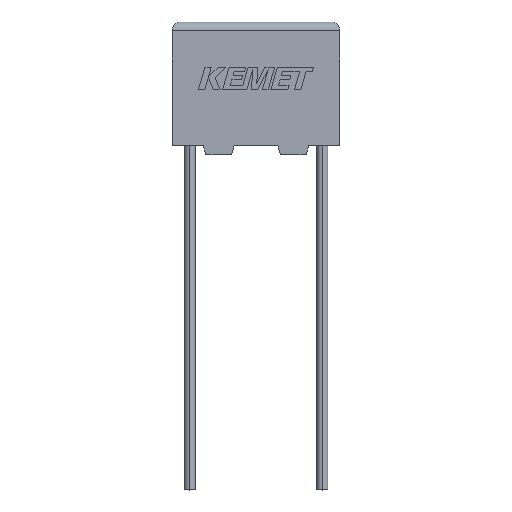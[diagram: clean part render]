
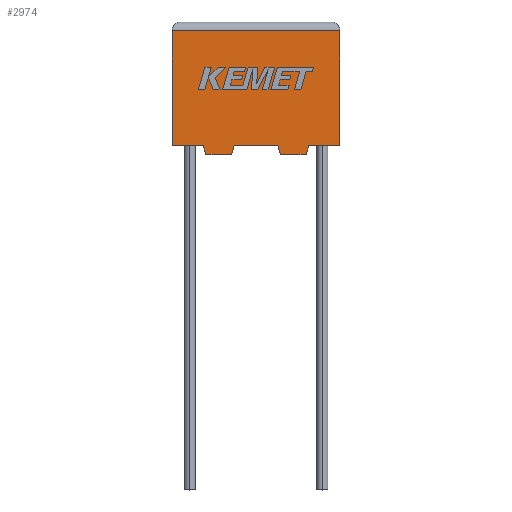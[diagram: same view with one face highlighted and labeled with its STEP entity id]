
A CAD part, top view. The second image highlights one B-rep face of the part: STEP entity #2974.
In plain terms, the highlighted planar face has unit normal (0, 0, 1).
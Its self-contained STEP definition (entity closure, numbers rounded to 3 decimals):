
#115 = VECTOR ( 'NONE', #1266, 1000. ) ;
#123 = LINE ( 'NONE', #1476, #703 ) ;
#166 = LINE ( 'NONE', #3141, #626 ) ;
#281 = EDGE_CURVE ( 'NONE', #1757, #2189, #718, .T. ) ;
#412 = CARTESIAN_POINT ( 'NONE',  ( 6.136, -0.5, 3.5 ) ) ;
#440 = ORIENTED_EDGE ( 'NONE', *, *, #1894, .T. ) ;
#463 = VECTOR ( 'NONE', #2378, 1000. ) ;
#474 = EDGE_CURVE ( 'NONE', #3221, #1064, #586, .T. ) ;
#539 = EDGE_CURVE ( 'NONE', #2337, #2060, #714, .T. ) ;
#548 = CARTESIAN_POINT ( 'NONE',  ( 0., 6.5, 3.5 ) ) ;
#564 = FACE_OUTER_BOUND ( 'NONE', #3053, .T. ) ;
#565 = DIRECTION ( 'NONE',  ( -1., 0., 0. ) ) ;
#586 = LINE ( 'NONE', #2530, #2487 ) ;
#626 = VECTOR ( 'NONE', #2862, 1000. ) ;
#651 = EDGE_CURVE ( 'NONE', #2060, #3240, #166, .T. ) ;
#675 = CARTESIAN_POINT ( 'NONE',  ( 3.514, 0., 3.5 ) ) ;
#703 = VECTOR ( 'NONE', #2529, 1000. ) ;
#714 = LINE ( 'NONE', #2262, #2645 ) ;
#718 = LINE ( 'NONE', #2134, #1704 ) ;
#755 = VECTOR ( 'NONE', #2920, 1000. ) ;
#762 = CARTESIAN_POINT ( 'NONE',  ( 9.5, 6.5, 3.5 ) ) ;
#805 = AXIS2_PLACEMENT_3D ( 'NONE', #2130, #2386, #1833 ) ;
#860 = PLANE ( 'NONE',  #805 ) ;
#894 = EDGE_CURVE ( 'NONE', #1315, #1505, #2406, .T. ) ;
#899 = ORIENTED_EDGE ( 'NONE', *, *, #1712, .T. ) ;
#906 = CARTESIAN_POINT ( 'NONE',  ( 1.76, 0., 3.5 ) ) ;
#1064 = VERTEX_POINT ( 'NONE', #762 ) ;
#1175 = CARTESIAN_POINT ( 'NONE',  ( 5.986, 0., 3.5 ) ) ;
#1185 = VERTEX_POINT ( 'NONE', #2101 ) ;
#1188 = LINE ( 'NONE', #1825, #2281 ) ;
#1189 = EDGE_CURVE ( 'NONE', #1185, #1757, #2753, .T. ) ;
#1207 = LINE ( 'NONE', #1865, #1288 ) ;
#1219 = ORIENTED_EDGE ( 'NONE', *, *, #1189, .F. ) ;
#1266 = DIRECTION ( 'NONE',  ( -0.287, -0.958, 0. ) ) ;
#1288 = VECTOR ( 'NONE', #1653, 1000. ) ;
#1315 = VERTEX_POINT ( 'NONE', #1520 ) ;
#1439 = CARTESIAN_POINT ( 'NONE',  ( 7.74, 0., 3.5 ) ) ;
#1476 = CARTESIAN_POINT ( 'NONE',  ( 0., 6.5, 3.5 ) ) ;
#1505 = VERTEX_POINT ( 'NONE', #675 ) ;
#1519 = EDGE_CURVE ( 'NONE', #1505, #2189, #1779, .T. ) ;
#1520 = CARTESIAN_POINT ( 'NONE',  ( 3.364, -0.5, 3.5 ) ) ;
#1521 = LINE ( 'NONE', #2760, #115 ) ;
#1536 = DIRECTION ( 'NONE',  ( 0., 1., 0. ) ) ;
#1653 = DIRECTION ( 'NONE',  ( 1., 0., 0. ) ) ;
#1704 = VECTOR ( 'NONE', #2868, 1000. ) ;
#1712 = EDGE_CURVE ( 'NONE', #3240, #2811, #1188, .T. ) ;
#1757 = VERTEX_POINT ( 'NONE', #412 ) ;
#1779 = LINE ( 'NONE', #3152, #755 ) ;
#1804 = ORIENTED_EDGE ( 'NONE', *, *, #2727, .F. ) ;
#1825 = CARTESIAN_POINT ( 'NONE',  ( 1.76, 0., 3.5 ) ) ;
#1833 = DIRECTION ( 'NONE',  ( -1., 0., 0. ) ) ;
#1859 = ORIENTED_EDGE ( 'NONE', *, *, #474, .T. ) ;
#1865 = CARTESIAN_POINT ( 'NONE',  ( 1.91, -0.5, 3.5 ) ) ;
#1894 = EDGE_CURVE ( 'NONE', #2520, #3221, #2818, .T. ) ;
#1909 = ORIENTED_EDGE ( 'NONE', *, *, #2831, .T. ) ;
#2009 = ORIENTED_EDGE ( 'NONE', *, *, #651, .T. ) ;
#2011 = VECTOR ( 'NONE', #565, 1000. ) ;
#2019 = DIRECTION ( 'NONE',  ( 0., -1., 0. ) ) ;
#2060 = VERTEX_POINT ( 'NONE', #3058 ) ;
#2101 = CARTESIAN_POINT ( 'NONE',  ( 7.59, -0.5, 3.5 ) ) ;
#2130 = CARTESIAN_POINT ( 'NONE',  ( 0., 0., 3.5 ) ) ;
#2134 = CARTESIAN_POINT ( 'NONE',  ( 6.136, -0.5, 3.5 ) ) ;
#2173 = ORIENTED_EDGE ( 'NONE', *, *, #281, .F. ) ;
#2189 = VERTEX_POINT ( 'NONE', #1175 ) ;
#2230 = EDGE_CURVE ( 'NONE', #1064, #2337, #123, .T. ) ;
#2262 = CARTESIAN_POINT ( 'NONE',  ( 0., 0., 3.5 ) ) ;
#2275 = ORIENTED_EDGE ( 'NONE', *, *, #1519, .T. ) ;
#2281 = VECTOR ( 'NONE', #2871, 1000. ) ;
#2315 = VECTOR ( 'NONE', #3182, 1000. ) ;
#2319 = ORIENTED_EDGE ( 'NONE', *, *, #2230, .T. ) ;
#2325 = CARTESIAN_POINT ( 'NONE',  ( 7.59, -0.5, 3.5 ) ) ;
#2337 = VERTEX_POINT ( 'NONE', #548 ) ;
#2378 = DIRECTION ( 'NONE',  ( 1., 0., 0. ) ) ;
#2386 = DIRECTION ( 'NONE',  ( 0., 0., -1. ) ) ;
#2406 = LINE ( 'NONE', #2930, #2315 ) ;
#2407 = ORIENTED_EDGE ( 'NONE', *, *, #894, .T. ) ;
#2487 = VECTOR ( 'NONE', #1536, 1000. ) ;
#2520 = VERTEX_POINT ( 'NONE', #1439 ) ;
#2529 = DIRECTION ( 'NONE',  ( -1., 0., 0. ) ) ;
#2530 = CARTESIAN_POINT ( 'NONE',  ( 9.5, 0., 3.5 ) ) ;
#2645 = VECTOR ( 'NONE', #2019, 1000. ) ;
#2727 = EDGE_CURVE ( 'NONE', #2520, #1185, #1521, .T. ) ;
#2753 = LINE ( 'NONE', #2325, #2011 ) ;
#2760 = CARTESIAN_POINT ( 'NONE',  ( 7.74, 0., 3.5 ) ) ;
#2811 = VERTEX_POINT ( 'NONE', #2887 ) ;
#2818 = LINE ( 'NONE', #3068, #463 ) ;
#2831 = EDGE_CURVE ( 'NONE', #2811, #1315, #1207, .T. ) ;
#2862 = DIRECTION ( 'NONE',  ( 1., 0., 0. ) ) ;
#2868 = DIRECTION ( 'NONE',  ( -0.287, 0.958, 0. ) ) ;
#2871 = DIRECTION ( 'NONE',  ( 0.287, -0.958, 0. ) ) ;
#2887 = CARTESIAN_POINT ( 'NONE',  ( 1.91, -0.5, 3.5 ) ) ;
#2920 = DIRECTION ( 'NONE',  ( 1., 0., 0. ) ) ;
#2930 = CARTESIAN_POINT ( 'NONE',  ( 3.364, -0.5, 3.5 ) ) ;
#2967 = ORIENTED_EDGE ( 'NONE', *, *, #539, .T. ) ;
#2974 = ADVANCED_FACE ( 'NONE', ( #564 ), #860, .F. ) ;
#3034 = CARTESIAN_POINT ( 'NONE',  ( 9.5, 0., 3.5 ) ) ;
#3053 = EDGE_LOOP ( 'NONE', ( #1859, #2319, #2967, #2009, #899, #1909, #2407, #2275, #2173, #1219, #1804, #440 ) ) ;
#3058 = CARTESIAN_POINT ( 'NONE',  ( 0., 0., 3.5 ) ) ;
#3068 = CARTESIAN_POINT ( 'NONE',  ( 0., 0., 3.5 ) ) ;
#3141 = CARTESIAN_POINT ( 'NONE',  ( 0., 0., 3.5 ) ) ;
#3152 = CARTESIAN_POINT ( 'NONE',  ( 0., 0., 3.5 ) ) ;
#3182 = DIRECTION ( 'NONE',  ( 0.287, 0.958, 0. ) ) ;
#3221 = VERTEX_POINT ( 'NONE', #3034 ) ;
#3240 = VERTEX_POINT ( 'NONE', #906 ) ;
